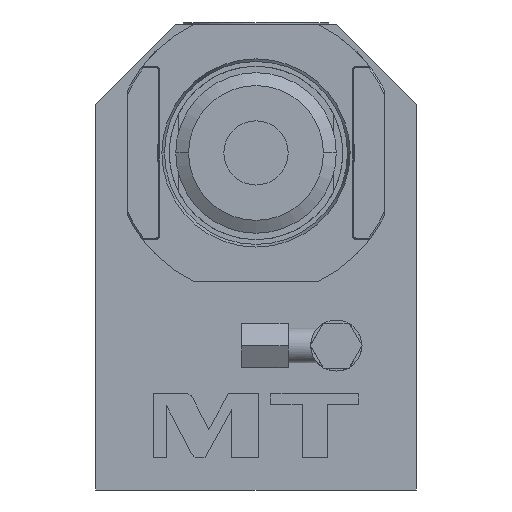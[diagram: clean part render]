
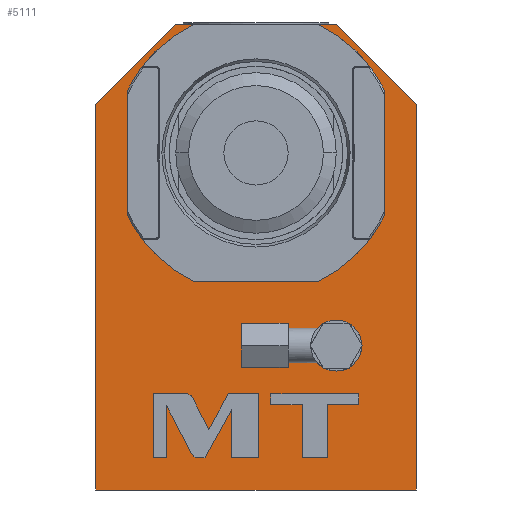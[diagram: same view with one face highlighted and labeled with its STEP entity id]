
A CAD part, left-side view. The second image highlights one B-rep face of the part: STEP entity #5111.
In plain terms, the highlighted planar face has unit normal (-1, 0, 0).
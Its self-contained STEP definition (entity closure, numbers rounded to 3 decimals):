
#585=DIRECTION('',(0.,-0.707,-0.707));
#586=VECTOR('',#585,35.355);
#587=CARTESIAN_POINT('',(-30.,-25.,40.));
#588=LINE('',#587,#586);
#589=DIRECTION('',(0.,-0.707,0.707));
#590=VECTOR('',#589,35.355);
#591=CARTESIAN_POINT('',(-30.,50.,15.));
#592=LINE('',#591,#590);
#593=DIRECTION('',(0.,-1.,0.));
#594=VECTOR('',#593,50.);
#595=CARTESIAN_POINT('',(-30.,25.,40.));
#596=LINE('',#595,#594);
#597=CARTESIAN_POINT('',(-30.,0.,0.));
#598=DIRECTION('',(-1.,0.,0.));
#599=DIRECTION('',(0.,-1.,0.));
#600=AXIS2_PLACEMENT_3D('',#597,#598,#599);
#602=CARTESIAN_POINT('',(-30.,0.,0.));
#603=DIRECTION('',(-1.,0.,0.));
#604=DIRECTION('',(0.,1.,0.));
#605=AXIS2_PLACEMENT_3D('',#602,#603,#604);
#607=CARTESIAN_POINT('',(-30.,-25.,-60.));
#608=DIRECTION('',(-1.,0.,0.));
#609=DIRECTION('',(0.,0.,1.));
#610=AXIS2_PLACEMENT_3D('',#607,#608,#609);
#612=CARTESIAN_POINT('',(-30.,-25.,-60.));
#613=DIRECTION('',(-1.,0.,0.));
#614=DIRECTION('',(0.,0.,-1.));
#615=AXIS2_PLACEMENT_3D('',#612,#613,#614);
#617=CARTESIAN_POINT('',(-30.,19.771,-76.302));
#618=CARTESIAN_POINT('',(-30.,20.186,-75.499));
#619=CARTESIAN_POINT('',(-30.,21.006,-75.));
#620=CARTESIAN_POINT('',(-30.,21.91,-75.));
#622=DIRECTION('',(0.,1.,0.));
#623=VECTOR('',#622,10.054);
#624=CARTESIAN_POINT('',(-30.,21.91,-75.));
#625=LINE('',#624,#623);
#626=DIRECTION('',(0.,0.,-1.));
#627=VECTOR('',#626,20.);
#628=CARTESIAN_POINT('',(-30.,31.964,-75.));
#629=LINE('',#628,#627);
#630=DIRECTION('',(0.,-1.,0.));
#631=VECTOR('',#630,4.16);
#632=CARTESIAN_POINT('',(-30.,31.964,-95.));
#633=LINE('',#632,#631);
#634=DIRECTION('',(0.,0.,1.));
#635=VECTOR('',#634,16.202);
#636=CARTESIAN_POINT('',(-30.,27.804,-95.));
#637=LINE('',#636,#635);
#638=DIRECTION('',(0.,-0.459,-0.888));
#639=VECTOR('',#638,16.774);
#640=CARTESIAN_POINT('',(-30.,27.804,-78.798));
#641=LINE('',#640,#639);
#642=CARTESIAN_POINT('',(-30.,20.1,-93.698));
#643=CARTESIAN_POINT('',(-30.,19.684,-94.502));
#644=CARTESIAN_POINT('',(-30.,18.863,-95.));
#645=CARTESIAN_POINT('',(-30.,17.958,-95.));
#647=DIRECTION('',(0.,-1.,0.));
#648=VECTOR('',#647,2.086);
#649=CARTESIAN_POINT('',(-30.,17.958,-95.));
#650=LINE('',#649,#648);
#651=DIRECTION('',(0.,-0.481,0.877));
#652=VECTOR('',#651,17.353);
#653=CARTESIAN_POINT('',(-30.,15.872,-95.));
#654=LINE('',#653,#652);
#655=DIRECTION('',(0.,0.,-1.));
#656=VECTOR('',#655,15.212);
#657=CARTESIAN_POINT('',(-30.,7.522,-79.788));
#658=LINE('',#657,#656);
#659=DIRECTION('',(0.,-1.,0.));
#660=VECTOR('',#659,8.416);
#661=CARTESIAN_POINT('',(-30.,7.522,-95.));
#662=LINE('',#661,#660);
#663=DIRECTION('',(0.,0.,1.));
#664=VECTOR('',#663,20.);
#665=CARTESIAN_POINT('',(-30.,-0.894,-95.));
#666=LINE('',#665,#664);
#667=DIRECTION('',(0.,1.,0.));
#668=VECTOR('',#667,9.488);
#669=CARTESIAN_POINT('',(-30.,-0.894,-75.));
#670=LINE('',#669,#668);
#671=DIRECTION('',(0.,0.481,-0.877));
#672=VECTOR('',#671,12.681);
#673=CARTESIAN_POINT('',(-30.,8.594,-75.));
#674=LINE('',#673,#672);
#675=DIRECTION('',(0.,0.459,0.888));
#676=VECTOR('',#675,11.049);
#677=CARTESIAN_POINT('',(-30.,14.696,-86.116));
#678=LINE('',#677,#676);
#679=DIRECTION('',(0.,0.,-1.));
#680=VECTOR('',#679,16.594);
#681=CARTESIAN_POINT('',(-30.,-14.344,-78.406));
#682=LINE('',#681,#680);
#683=DIRECTION('',(0.,-1.,0.));
#684=VECTOR('',#683,7.922);
#685=CARTESIAN_POINT('',(-30.,-14.344,-95.));
#686=LINE('',#685,#684);
#687=DIRECTION('',(0.,0.,1.));
#688=VECTOR('',#687,16.594);
#689=CARTESIAN_POINT('',(-30.,-22.266,-95.));
#690=LINE('',#689,#688);
#691=DIRECTION('',(0.,-1.,0.));
#692=VECTOR('',#691,9.696);
#693=CARTESIAN_POINT('',(-30.,-22.266,-78.406));
#694=LINE('',#693,#692);
#695=DIRECTION('',(0.,0.,1.));
#696=VECTOR('',#695,3.406);
#697=CARTESIAN_POINT('',(-30.,-31.962,-78.406));
#698=LINE('',#697,#696);
#699=DIRECTION('',(0.,1.,0.));
#700=VECTOR('',#699,27.314);
#701=CARTESIAN_POINT('',(-30.,-31.962,-75.));
#702=LINE('',#701,#700);
#703=DIRECTION('',(0.,0.,-1.));
#704=VECTOR('',#703,3.406);
#705=CARTESIAN_POINT('',(-30.,-4.648,-75.));
#706=LINE('',#705,#704);
#707=DIRECTION('',(0.,-1.,0.));
#708=VECTOR('',#707,9.696);
#709=CARTESIAN_POINT('',(-30.,-4.648,-78.406));
#710=LINE('',#709,#708);
#1669=DIRECTION('',(0.,0.,-1.));
#1670=VECTOR('',#1669,120.);
#1671=CARTESIAN_POINT('',(-30.,-50.,15.));
#1672=LINE('',#1671,#1670);
#1758=DIRECTION('',(0.,0.,-1.));
#1759=VECTOR('',#1758,120.);
#1760=CARTESIAN_POINT('',(-30.,50.,15.));
#1761=LINE('',#1760,#1759);
#2050=DIRECTION('',(0.,-1.,0.));
#2051=VECTOR('',#2050,100.);
#2052=CARTESIAN_POINT('',(-30.,50.,-105.));
#2053=LINE('',#2052,#2051);
#3575=CARTESIAN_POINT('',(-30.,50.,-105.));
#3577=VERTEX_POINT('',#3575);
#3579=CARTESIAN_POINT('',(-30.,-50.,-105.));
#3581=VERTEX_POINT('',#3579);
#3675=CARTESIAN_POINT('',(-30.,50.,15.));
#3677=VERTEX_POINT('',#3675);
#3679=CARTESIAN_POINT('',(-30.,-50.,15.));
#3681=VERTEX_POINT('',#3679);
#3683=CARTESIAN_POINT('',(-30.,-25.,40.));
#3684=VERTEX_POINT('',#3683);
#3685=CARTESIAN_POINT('',(-30.,25.,40.));
#3686=VERTEX_POINT('',#3685);
#3999=CARTESIAN_POINT('',(-30.,-34.,0.));
#4000=CARTESIAN_POINT('',(-30.,34.,0.));
#4001=VERTEX_POINT('',#3999);
#4002=VERTEX_POINT('',#4000);
#4155=CARTESIAN_POINT('',(-30.,-25.,-53.05));
#4156=CARTESIAN_POINT('',(-30.,-25.,-66.95));
#4157=VERTEX_POINT('',#4155);
#4158=VERTEX_POINT('',#4156);
#4266=VERTEX_POINT('',#617);
#4267=VERTEX_POINT('',#620);
#4268=CARTESIAN_POINT('',(-30.,31.964,-75.));
#4269=VERTEX_POINT('',#4268);
#4270=CARTESIAN_POINT('',(-30.,31.964,-95.));
#4271=VERTEX_POINT('',#4270);
#4272=CARTESIAN_POINT('',(-30.,27.804,-95.));
#4273=VERTEX_POINT('',#4272);
#4274=CARTESIAN_POINT('',(-30.,27.804,-78.798));
#4275=VERTEX_POINT('',#4274);
#4276=CARTESIAN_POINT('',(-30.,20.1,-93.698));
#4277=VERTEX_POINT('',#4276);
#4278=VERTEX_POINT('',#645);
#4279=CARTESIAN_POINT('',(-30.,15.872,-95.));
#4280=VERTEX_POINT('',#4279);
#4281=CARTESIAN_POINT('',(-30.,7.522,-79.788));
#4282=VERTEX_POINT('',#4281);
#4283=CARTESIAN_POINT('',(-30.,7.522,-95.));
#4284=VERTEX_POINT('',#4283);
#4285=CARTESIAN_POINT('',(-30.,-0.894,-95.));
#4286=VERTEX_POINT('',#4285);
#4287=CARTESIAN_POINT('',(-30.,-0.894,-75.));
#4288=VERTEX_POINT('',#4287);
#4289=CARTESIAN_POINT('',(-30.,8.594,-75.));
#4290=VERTEX_POINT('',#4289);
#4291=CARTESIAN_POINT('',(-30.,14.696,-86.116));
#4292=VERTEX_POINT('',#4291);
#4293=CARTESIAN_POINT('',(-30.,-14.344,-78.406));
#4294=CARTESIAN_POINT('',(-30.,-14.344,-95.));
#4295=VERTEX_POINT('',#4293);
#4296=VERTEX_POINT('',#4294);
#4297=CARTESIAN_POINT('',(-30.,-22.266,-95.));
#4298=VERTEX_POINT('',#4297);
#4299=CARTESIAN_POINT('',(-30.,-22.266,-78.406));
#4300=VERTEX_POINT('',#4299);
#4301=CARTESIAN_POINT('',(-30.,-31.962,-78.406));
#4302=VERTEX_POINT('',#4301);
#4303=CARTESIAN_POINT('',(-30.,-31.962,-75.));
#4304=VERTEX_POINT('',#4303);
#4305=CARTESIAN_POINT('',(-30.,-4.648,-75.));
#4306=VERTEX_POINT('',#4305);
#4307=CARTESIAN_POINT('',(-30.,-4.648,-78.406));
#4308=VERTEX_POINT('',#4307);
#5031=CARTESIAN_POINT('',(-30.,50.,40.));
#5032=DIRECTION('',(-1.,0.,0.));
#5033=DIRECTION('',(0.,0.,-1.));
#5034=AXIS2_PLACEMENT_3D('',#5031,#5032,#5033);
#5035=PLANE('',#5034);
#5037=ORIENTED_EDGE('',*,*,#5036,.T.);
#5039=ORIENTED_EDGE('',*,*,#5038,.T.);
#5041=ORIENTED_EDGE('',*,*,#5040,.F.);
#5043=ORIENTED_EDGE('',*,*,#5042,.F.);
#5045=ORIENTED_EDGE('',*,*,#5044,.T.);
#5047=ORIENTED_EDGE('',*,*,#5046,.T.);
#5048=EDGE_LOOP('',(#5037,#5039,#5041,#5043,#5045,#5047));
#5049=FACE_OUTER_BOUND('',#5048,.F.);
#5050=ORIENTED_EDGE('',*,*,#5021,.T.);
#5052=ORIENTED_EDGE('',*,*,#5051,.T.);
#5053=EDGE_LOOP('',(#5050,#5052));
#5054=FACE_BOUND('',#5053,.F.);
#5056=ORIENTED_EDGE('',*,*,#5055,.T.);
#5058=ORIENTED_EDGE('',*,*,#5057,.T.);
#5059=EDGE_LOOP('',(#5056,#5058));
#5060=FACE_BOUND('',#5059,.F.);
#5062=ORIENTED_EDGE('',*,*,#5061,.T.);
#5064=ORIENTED_EDGE('',*,*,#5063,.T.);
#5066=ORIENTED_EDGE('',*,*,#5065,.T.);
#5068=ORIENTED_EDGE('',*,*,#5067,.T.);
#5070=ORIENTED_EDGE('',*,*,#5069,.T.);
#5072=ORIENTED_EDGE('',*,*,#5071,.T.);
#5074=ORIENTED_EDGE('',*,*,#5073,.T.);
#5076=ORIENTED_EDGE('',*,*,#5075,.T.);
#5078=ORIENTED_EDGE('',*,*,#5077,.T.);
#5080=ORIENTED_EDGE('',*,*,#5079,.T.);
#5082=ORIENTED_EDGE('',*,*,#5081,.T.);
#5084=ORIENTED_EDGE('',*,*,#5083,.T.);
#5086=ORIENTED_EDGE('',*,*,#5085,.T.);
#5088=ORIENTED_EDGE('',*,*,#5087,.T.);
#5090=ORIENTED_EDGE('',*,*,#5089,.T.);
#5091=EDGE_LOOP('',(#5062,#5064,#5066,#5068,#5070,#5072,#5074,#5076,#5078,#5080,
#5082,#5084,#5086,#5088,#5090));
#5092=FACE_BOUND('',#5091,.F.);
#5094=ORIENTED_EDGE('',*,*,#5093,.T.);
#5096=ORIENTED_EDGE('',*,*,#5095,.T.);
#5098=ORIENTED_EDGE('',*,*,#5097,.T.);
#5100=ORIENTED_EDGE('',*,*,#5099,.T.);
#5102=ORIENTED_EDGE('',*,*,#5101,.T.);
#5104=ORIENTED_EDGE('',*,*,#5103,.T.);
#5106=ORIENTED_EDGE('',*,*,#5105,.T.);
#5108=ORIENTED_EDGE('',*,*,#5107,.T.);
#5109=EDGE_LOOP('',(#5094,#5096,#5098,#5100,#5102,#5104,#5106,#5108));
#5110=FACE_BOUND('',#5109,.F.);
#5111=ADVANCED_FACE('',(#5049,#5054,#5060,#5092,#5110),#5035,.T.);
#601=CIRCLE('',#600,34.);
#606=CIRCLE('',#605,34.);
#611=CIRCLE('',#610,6.95);
#616=CIRCLE('',#615,6.95);
#621=B_SPLINE_CURVE_WITH_KNOTS('',3,(#617,#618,#619,#620),.UNSPECIFIED.,.F.,.F.,
(4,4),(0.,1.),.UNSPECIFIED.);
#646=B_SPLINE_CURVE_WITH_KNOTS('',3,(#642,#643,#644,#645),.UNSPECIFIED.,.F.,.F.,
(4,4),(0.,1.),.UNSPECIFIED.);
#5021=EDGE_CURVE('',#4001,#4002,#601,.T.);
#5036=EDGE_CURVE('',#3684,#3681,#588,.T.);
#5038=EDGE_CURVE('',#3681,#3581,#1672,.T.);
#5040=EDGE_CURVE('',#3577,#3581,#2053,.T.);
#5042=EDGE_CURVE('',#3677,#3577,#1761,.T.);
#5044=EDGE_CURVE('',#3677,#3686,#592,.T.);
#5046=EDGE_CURVE('',#3686,#3684,#596,.T.);
#5051=EDGE_CURVE('',#4002,#4001,#606,.T.);
#5055=EDGE_CURVE('',#4157,#4158,#611,.T.);
#5057=EDGE_CURVE('',#4158,#4157,#616,.T.);
#5061=EDGE_CURVE('',#4266,#4267,#621,.T.);
#5063=EDGE_CURVE('',#4267,#4269,#625,.T.);
#5065=EDGE_CURVE('',#4269,#4271,#629,.T.);
#5067=EDGE_CURVE('',#4271,#4273,#633,.T.);
#5069=EDGE_CURVE('',#4273,#4275,#637,.T.);
#5071=EDGE_CURVE('',#4275,#4277,#641,.T.);
#5073=EDGE_CURVE('',#4277,#4278,#646,.T.);
#5075=EDGE_CURVE('',#4278,#4280,#650,.T.);
#5077=EDGE_CURVE('',#4280,#4282,#654,.T.);
#5079=EDGE_CURVE('',#4282,#4284,#658,.T.);
#5081=EDGE_CURVE('',#4284,#4286,#662,.T.);
#5083=EDGE_CURVE('',#4286,#4288,#666,.T.);
#5085=EDGE_CURVE('',#4288,#4290,#670,.T.);
#5087=EDGE_CURVE('',#4290,#4292,#674,.T.);
#5089=EDGE_CURVE('',#4292,#4266,#678,.T.);
#5093=EDGE_CURVE('',#4295,#4296,#682,.T.);
#5095=EDGE_CURVE('',#4296,#4298,#686,.T.);
#5097=EDGE_CURVE('',#4298,#4300,#690,.T.);
#5099=EDGE_CURVE('',#4300,#4302,#694,.T.);
#5101=EDGE_CURVE('',#4302,#4304,#698,.T.);
#5103=EDGE_CURVE('',#4304,#4306,#702,.T.);
#5105=EDGE_CURVE('',#4306,#4308,#706,.T.);
#5107=EDGE_CURVE('',#4308,#4295,#710,.T.);
